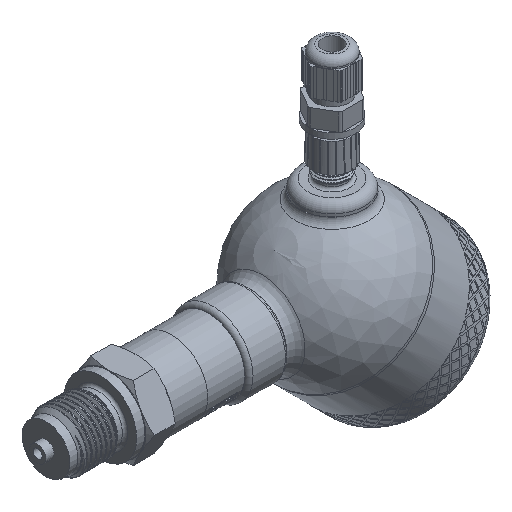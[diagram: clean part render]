
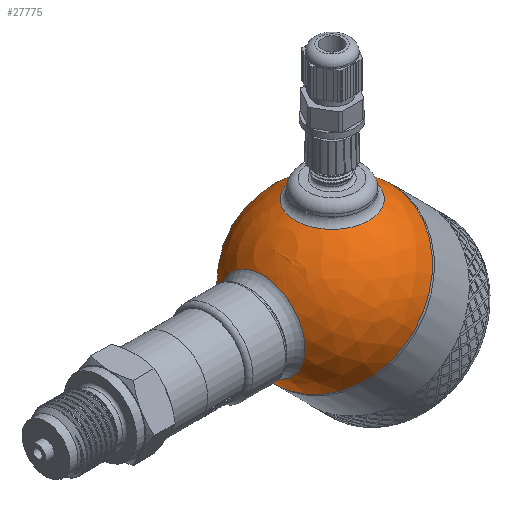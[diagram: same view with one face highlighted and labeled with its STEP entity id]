
A CAD part, isometric view. The second image highlights one B-rep face of the part: STEP entity #27775.
In plain terms, the highlighted spherical face has radius 30 mm.
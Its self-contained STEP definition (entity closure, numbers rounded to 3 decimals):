
#65=SPHERICAL_SURFACE('',#29430,30.);
#145=FACE_BOUND('',#3898,.T.);
#146=FACE_BOUND('',#3899,.T.);
#2133=FACE_OUTER_BOUND('',#3897,.T.);
#3897=EDGE_LOOP('',(#20169,#20170,#20171,#20172));
#3898=EDGE_LOOP('',(#20173));
#3899=EDGE_LOOP('',(#20174));
#5541=CIRCLE('',#29353,30.);
#5542=CIRCLE('',#29354,30.);
#5569=CIRCLE('',#29426,13.5);
#5572=CIRCLE('',#29431,30.);
#5573=CIRCLE('',#29432,15.643);
#11044=VERTEX_POINT('',#38984);
#11045=VERTEX_POINT('',#38986);
#11572=VERTEX_POINT('',#45750);
#11574=VERTEX_POINT('',#45757);
#11575=VERTEX_POINT('',#45759);
#14014=EDGE_CURVE('',#11044,#11045,#5541,.T.);
#14015=EDGE_CURVE('',#11045,#11044,#5542,.T.);
#14808=EDGE_CURVE('',#11572,#11572,#5569,.T.);
#14811=EDGE_CURVE('',#11045,#11574,#5572,.T.);
#14812=EDGE_CURVE('',#11575,#11575,#5573,.T.);
#20169=ORIENTED_EDGE('',*,*,#14015,.F.);
#20170=ORIENTED_EDGE('',*,*,#14811,.T.);
#20171=ORIENTED_EDGE('',*,*,#14811,.F.);
#20172=ORIENTED_EDGE('',*,*,#14014,.F.);
#20173=ORIENTED_EDGE('',*,*,#14812,.F.);
#20174=ORIENTED_EDGE('',*,*,#14808,.F.);
#27775=ADVANCED_FACE('',(#2133,#145,#146),#65,.T.);
#29353=AXIS2_PLACEMENT_3D('',#38987,#30842,#30843);
#29354=AXIS2_PLACEMENT_3D('',#38988,#30844,#30845);
#29426=AXIS2_PLACEMENT_3D('',#45751,#31266,#31267);
#29430=AXIS2_PLACEMENT_3D('',#45756,#31274,#31275);
#29431=AXIS2_PLACEMENT_3D('',#45758,#31276,#31277);
#29432=AXIS2_PLACEMENT_3D('',#45760,#31278,#31279);
#30842=DIRECTION('center_axis',(1.,0.,0.));
#30843=DIRECTION('ref_axis',(0.,1.,0.));
#30844=DIRECTION('center_axis',(1.,0.,0.));
#30845=DIRECTION('ref_axis',(0.,1.,0.));
#31266=DIRECTION('center_axis',(-0.707,0.,-0.707));
#31267=DIRECTION('ref_axis',(-0.707,0.,0.707));
#31274=DIRECTION('center_axis',(1.,0.,0.));
#31275=DIRECTION('ref_axis',(0.,-1.,0.));
#31276=DIRECTION('center_axis',(0.,0.,1.));
#31277=DIRECTION('ref_axis',(0.,1.,0.));
#31278=DIRECTION('center_axis',(-0.707,0.,0.707));
#31279=DIRECTION('ref_axis',(0.707,0.,0.707));
#38984=CARTESIAN_POINT('',(0.,-30.,0.));
#38986=CARTESIAN_POINT('',(0.,30.,0.));
#38987=CARTESIAN_POINT('Origin',(0.,0.,0.));
#38988=CARTESIAN_POINT('Origin',(0.,0.,0.));
#45750=CARTESIAN_POINT('',(-9.398,0.,-28.49));
#45751=CARTESIAN_POINT('Origin',(-18.944,0.,-18.944));
#45756=CARTESIAN_POINT('Origin',(0.,0.,0.));
#45757=CARTESIAN_POINT('',(-30.,0.,0.));
#45758=CARTESIAN_POINT('Origin',(0.,0.,0.));
#45759=CARTESIAN_POINT('',(-29.162,0.,7.04));
#45760=CARTESIAN_POINT('Origin',(-18.101,0.,18.101));
